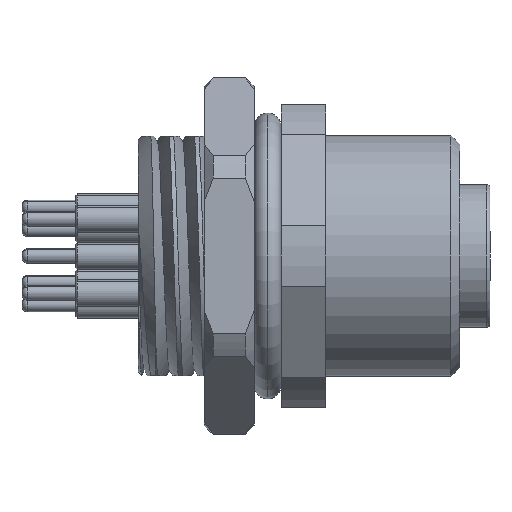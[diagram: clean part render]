
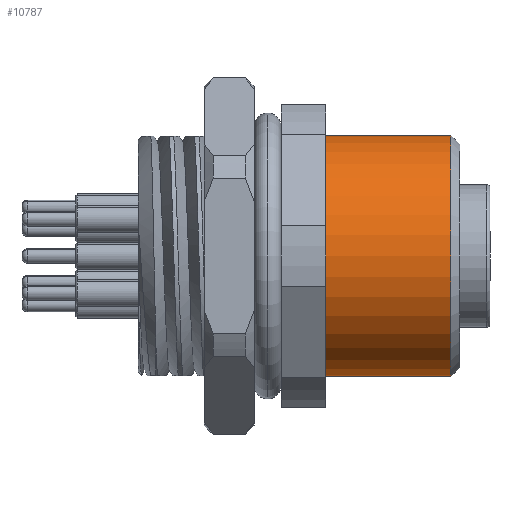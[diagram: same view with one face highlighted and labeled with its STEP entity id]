
A CAD part, front view. The second image highlights one B-rep face of the part: STEP entity #10787.
In plain terms, the highlighted cylindrical face has radius 6.75 mm (diameter 13.5 mm), a partial arc.
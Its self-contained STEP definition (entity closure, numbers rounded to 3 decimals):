
#315 = AXIS2_PLACEMENT_3D ( 'NONE', #9819, #3022, #6905 ) ;
#476 = DIRECTION ( 'NONE',  ( 0., 0., 1. ) ) ;
#875 = AXIS2_PLACEMENT_3D ( 'NONE', #6146, #5295, #476 ) ;
#911 = CARTESIAN_POINT ( 'NONE',  ( -40.569, 0., 6.75 ) ) ;
#1522 = CIRCLE ( 'NONE', #2953, 6.75 ) ;
#1553 = CARTESIAN_POINT ( 'NONE',  ( -2., 0., 6.75 ) ) ;
#1594 = VERTEX_POINT ( 'NONE', #10827 ) ;
#2206 = CARTESIAN_POINT ( 'NONE',  ( -40.569, 0., -6.75 ) ) ;
#2334 = VERTEX_POINT ( 'NONE', #1553 ) ;
#2953 = AXIS2_PLACEMENT_3D ( 'NONE', #8189, #9289, #4462 ) ;
#3022 = DIRECTION ( 'NONE',  ( -1., 0., 0. ) ) ;
#3225 = EDGE_LOOP ( 'NONE', ( #8547, #4581, #4386, #7480 ) ) ;
#4386 = ORIENTED_EDGE ( 'NONE', *, *, #9856, .T. ) ;
#4462 = DIRECTION ( 'NONE',  ( 0., 0., 1. ) ) ;
#4581 = ORIENTED_EDGE ( 'NONE', *, *, #10892, .T. ) ;
#5202 = VERTEX_POINT ( 'NONE', #5369 ) ;
#5295 = DIRECTION ( 'NONE',  ( -1., 0., 0. ) ) ;
#5369 = CARTESIAN_POINT ( 'NONE',  ( 5., 0., -6.75 ) ) ;
#5790 = VECTOR ( 'NONE', #8564, 1000. ) ;
#5892 = CYLINDRICAL_SURFACE ( 'NONE', #315, 6.75 ) ;
#6146 = CARTESIAN_POINT ( 'NONE',  ( -2., 0., 0. ) ) ;
#6905 = DIRECTION ( 'NONE',  ( 0., 0., 1. ) ) ;
#7480 = ORIENTED_EDGE ( 'NONE', *, *, #7842, .F. ) ;
#7842 = EDGE_CURVE ( 'NONE', #10877, #2334, #12289, .T. ) ;
#7866 = EDGE_CURVE ( 'NONE', #5202, #10877, #8489, .T. ) ;
#8189 = CARTESIAN_POINT ( 'NONE',  ( 5., 0., 0. ) ) ;
#8489 = LINE ( 'NONE', #2206, #11290 ) ;
#8547 = ORIENTED_EDGE ( 'NONE', *, *, #7866, .F. ) ;
#8564 = DIRECTION ( 'NONE',  ( -1., 0., 0. ) ) ;
#9289 = DIRECTION ( 'NONE',  ( -1., 0., 0. ) ) ;
#9352 = CARTESIAN_POINT ( 'NONE',  ( -2., 0., -6.75 ) ) ;
#9461 = DIRECTION ( 'NONE',  ( -1., 0., 0. ) ) ;
#9481 = LINE ( 'NONE', #911, #5790 ) ;
#9819 = CARTESIAN_POINT ( 'NONE',  ( -40.569, 0., 0. ) ) ;
#9856 = EDGE_CURVE ( 'NONE', #1594, #2334, #9481, .T. ) ;
#10787 = ADVANCED_FACE ( 'NONE', ( #11734 ), #5892, .T. ) ;
#10827 = CARTESIAN_POINT ( 'NONE',  ( 5., 0., 6.75 ) ) ;
#10877 = VERTEX_POINT ( 'NONE', #9352 ) ;
#10892 = EDGE_CURVE ( 'NONE', #5202, #1594, #1522, .T. ) ;
#11290 = VECTOR ( 'NONE', #9461, 1000. ) ;
#11734 = FACE_OUTER_BOUND ( 'NONE', #3225, .T. ) ;
#12289 = CIRCLE ( 'NONE', #875, 6.75 ) ;
